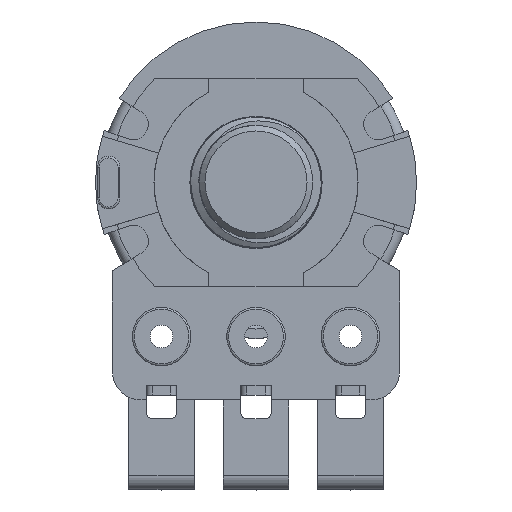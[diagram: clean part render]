
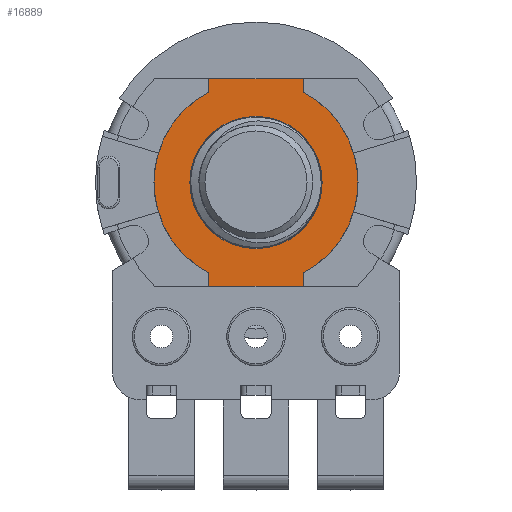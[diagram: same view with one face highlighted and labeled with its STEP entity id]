
A CAD part, top view. The second image highlights one B-rep face of the part: STEP entity #16889.
In plain terms, the highlighted planar face has unit normal (0, 0, 1).
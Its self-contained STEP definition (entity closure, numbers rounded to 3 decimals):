
#946=FACE_BOUND('',#2587,.T.);
#1289=PLANE('',#17905);
#1625=FACE_OUTER_BOUND('',#2586,.T.);
#2586=EDGE_LOOP('',(#11693,#11694,#11695,#11696,#11697,#11698,#11699,#11700));
#2587=EDGE_LOOP('',(#11701));
#3564=CIRCLE('',#17858,3.5);
#3572=CIRCLE('',#17876,5.4);
#3577=CIRCLE('',#17884,5.4);
#4382=LINE('',#22737,#5684);
#4384=LINE('',#22741,#5686);
#4386=LINE('',#22744,#5688);
#4387=LINE('',#22747,#5689);
#4389=LINE('',#22751,#5691);
#4391=LINE('',#22754,#5693);
#5684=VECTOR('',#18717,10.);
#5686=VECTOR('',#18721,10.);
#5688=VECTOR('',#18725,10.);
#5689=VECTOR('',#18728,10.);
#5691=VECTOR('',#18732,10.);
#5693=VECTOR('',#18736,10.);
#6972=VERTEX_POINT('',#22606);
#6998=VERTEX_POINT('',#22675);
#6999=VERTEX_POINT('',#22677);
#7005=VERTEX_POINT('',#22695);
#7006=VERTEX_POINT('',#22697);
#7017=VERTEX_POINT('',#22736);
#7018=VERTEX_POINT('',#22740);
#7019=VERTEX_POINT('',#22746);
#7020=VERTEX_POINT('',#22750);
#8785=EDGE_CURVE('',#6972,#6972,#3564,.T.);
#8818=EDGE_CURVE('',#6999,#6998,#3572,.T.);
#8828=EDGE_CURVE('',#7006,#7005,#3577,.T.);
#8848=EDGE_CURVE('',#6998,#7017,#4382,.T.);
#8850=EDGE_CURVE('',#7017,#7018,#4384,.T.);
#8852=EDGE_CURVE('',#7018,#7006,#4386,.T.);
#8853=EDGE_CURVE('',#7005,#7019,#4387,.T.);
#8855=EDGE_CURVE('',#7020,#7019,#4389,.T.);
#8857=EDGE_CURVE('',#7020,#6999,#4391,.T.);
#11693=ORIENTED_EDGE('',*,*,#8857,.T.);
#11694=ORIENTED_EDGE('',*,*,#8818,.T.);
#11695=ORIENTED_EDGE('',*,*,#8848,.T.);
#11696=ORIENTED_EDGE('',*,*,#8850,.T.);
#11697=ORIENTED_EDGE('',*,*,#8852,.T.);
#11698=ORIENTED_EDGE('',*,*,#8828,.T.);
#11699=ORIENTED_EDGE('',*,*,#8853,.T.);
#11700=ORIENTED_EDGE('',*,*,#8855,.F.);
#11701=ORIENTED_EDGE('',*,*,#8785,.T.);
#16889=ADVANCED_FACE('',(#1625,#946),#1289,.T.);
#17858=AXIS2_PLACEMENT_3D('',#22608,#18591,#18592);
#17876=AXIS2_PLACEMENT_3D('',#22678,#18652,#18653);
#17884=AXIS2_PLACEMENT_3D('',#22698,#18673,#18674);
#17905=AXIS2_PLACEMENT_3D('',#22755,#18737,#18738);
#18591=DIRECTION('center_axis',(0.,0.,-1.));
#18592=DIRECTION('ref_axis',(-1.,0.,0.));
#18652=DIRECTION('center_axis',(0.,0.,1.));
#18653=DIRECTION('ref_axis',(-0.463,0.886,0.));
#18673=DIRECTION('center_axis',(0.,0.,1.));
#18674=DIRECTION('ref_axis',(0.463,-0.886,0.));
#18717=DIRECTION('',(0.,-1.,0.));
#18721=DIRECTION('',(1.,0.,0.));
#18725=DIRECTION('',(0.,1.,0.));
#18728=DIRECTION('',(0.,1.,0.));
#18732=DIRECTION('',(1.,0.,0.));
#18736=DIRECTION('',(0.,-1.,0.));
#18737=DIRECTION('center_axis',(0.,0.,1.));
#18738=DIRECTION('ref_axis',(1.,0.,0.));
#22606=CARTESIAN_POINT('',(3.5,0.,10.7));
#22608=CARTESIAN_POINT('Origin',(0.,0.,10.7));
#22675=CARTESIAN_POINT('',(-2.5,-4.786,10.7));
#22677=CARTESIAN_POINT('',(-2.5,4.786,10.7));
#22678=CARTESIAN_POINT('Origin',(0.,0.,10.7));
#22695=CARTESIAN_POINT('',(2.5,4.786,10.7));
#22697=CARTESIAN_POINT('',(2.5,-4.786,10.7));
#22698=CARTESIAN_POINT('Origin',(0.,0.,10.7));
#22736=CARTESIAN_POINT('',(-2.5,-5.5,10.7));
#22737=CARTESIAN_POINT('',(-2.5,-4.786,10.7));
#22740=CARTESIAN_POINT('',(2.5,-5.5,10.7));
#22741=CARTESIAN_POINT('',(-10.,-5.5,10.7));
#22744=CARTESIAN_POINT('',(2.5,-5.5,10.7));
#22746=CARTESIAN_POINT('',(2.5,5.5,10.7));
#22747=CARTESIAN_POINT('',(2.5,4.786,10.7));
#22750=CARTESIAN_POINT('',(-2.5,5.5,10.7));
#22751=CARTESIAN_POINT('',(-10.,5.5,10.7));
#22754=CARTESIAN_POINT('',(-2.5,5.5,10.7));
#22755=CARTESIAN_POINT('Origin',(0.,0.,10.7));
